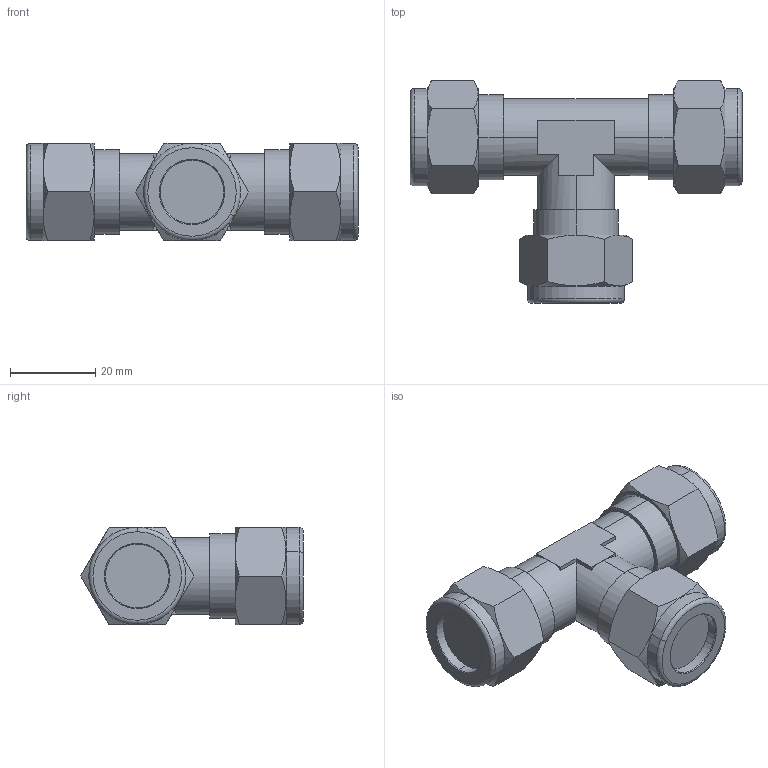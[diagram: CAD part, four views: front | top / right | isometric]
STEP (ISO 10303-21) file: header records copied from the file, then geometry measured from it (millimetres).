
FILE_DESCRIPTION (( 'STEP AP214' ), '1' );
FILE_NAME ('1020000007.step', '2013-02-25T17:11:22', ( '' ), ( '' ), 'SwSTEP 2.0', 'SolidWorks 2012', '' );
FILE_SCHEMA (( 'AUTOMOTIVE_DESIGN' ));
Length unit declared in the file: millimetre
Products named in the file (1): 1020000007
Bounding box: 78 x 52.28 x 23 mm (x, y, z)
Volume: 36608.5 mm3; surface area: 9457.3 mm2
Topology: 1 solids, 1 shells, 124 faces, 280 edges, 165 vertices
Faces by surface type: plane 53, cone 38, cylinder 23, torus 10
Entity records: 3734 total; most frequent: CARTESIAN_POINT 994, DIRECTION 572, ORIENTED_EDGE 556, EDGE_CURVE 278, AXIS2_PLACEMENT_3D 231, VERTEX_POINT 165, EDGE_LOOP 133, FACE_OUTER_BOUND 124
